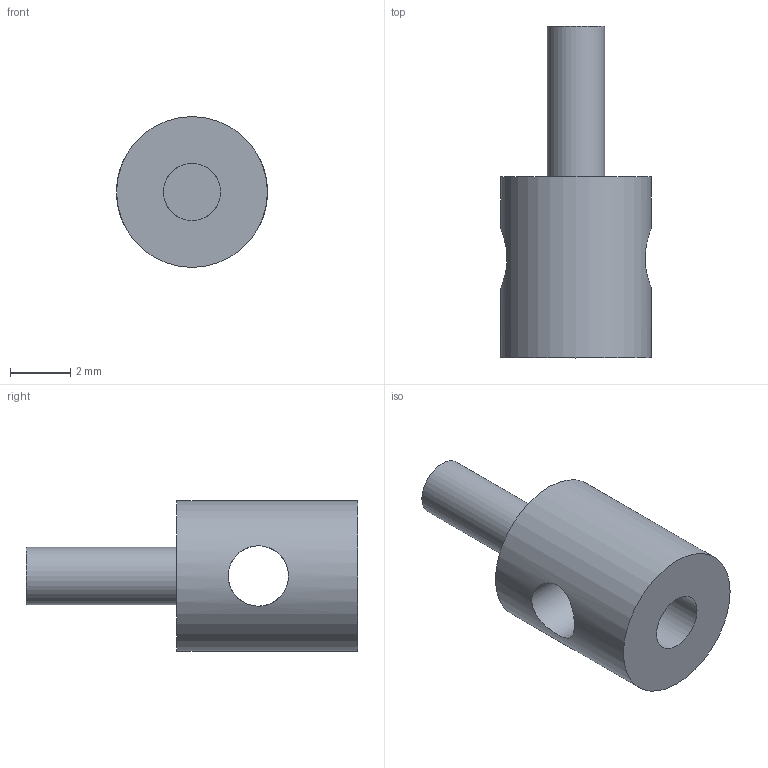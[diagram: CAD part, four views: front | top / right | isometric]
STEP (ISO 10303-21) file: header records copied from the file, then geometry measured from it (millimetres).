
FILE_DESCRIPTION(/* description */ (''),/* implementation_level */ '2;1');
FILE_NAME(/* name */ '42baa3aa-8ce8-4180-84a6-e1b9e3f13622.stp',/* time_stamp */ '2025-10-06T06:59:05Z',/* author */ (''),/* organization */ (''),/* preprocessor_version */ 'ST-DEVELOPER v20.1',/* originating_system */ 'Autodesk Translation Framework v14.21.0.0',/* authorisation */ '');
FILE_SCHEMA (('AUTOMOTIVE_DESIGN { 1 0 10303 214 3 1 1 }'));
Length unit declared in the file: millimetre
Products named in the file (1): Prt: Servo Assembly_Servo-shaft connector
Bounding box: 5 x 11 x 5 mm (x, y, z)
Volume: 104.5 mm3; surface area: 207.7 mm2
Topology: 2 solids, 2 shells, 9 faces, 23 edges, 17 vertices
Faces by surface type: cylinder 5, plane 4
Full cylindrical faces by diameter (mm): 1.9 x3, 2 x1, 5 x1
Entity records: 488 total; most frequent: CARTESIAN_POINT 220, ORIENTED_EDGE 46, DIRECTION 42, EDGE_CURVE 23, AXIS2_PLACEMENT_3D 18, VERTEX_POINT 17, EDGE_LOOP 14, FACE_OUTER_BOUND 9
